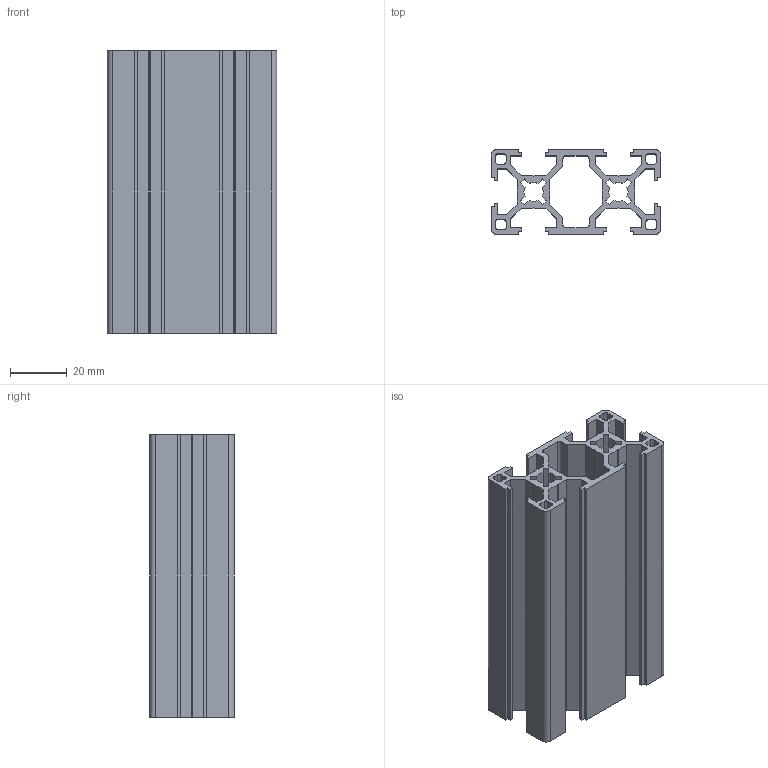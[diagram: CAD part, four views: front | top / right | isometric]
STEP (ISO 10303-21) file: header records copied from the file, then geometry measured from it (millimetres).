
FILE_DESCRIPTION(/* description */ (''),/* implementation_level */ '2;1');
FILE_NAME(/* name */ 'HW312NRC-T-SLOT 3060 - Natural Anodized.step',/* time_stamp */ '2022-10-11T10:08:14+01:00',/* author */ (''),/* organization */ (''),/* preprocessor_version */ 'ST-DEVELOPER v19',/* originating_system */ 'Autodesk Translation Framework v11.7.0.108',/* authorisation */ '');
FILE_SCHEMA (('AUTOMOTIVE_DESIGN { 1 0 10303 214 3 1 1 }'));
Length unit declared in the file: millimetre
Products named in the file (1): HW312NRC
Bounding box: 60 x 30 x 100 mm (x, y, z)
Volume: 55276.7 mm3; surface area: 57919 mm2
Topology: 1 solids, 1 shells, 198 faces, 588 edges, 392 vertices
Faces by surface type: plane 166, cylinder 32
Entity records: 6617 total; most frequent: CARTESIAN_POINT 1179, ORIENTED_EDGE 1176, DIRECTION 1050, EDGE_CURVE 588, LINE 524, VECTOR 524, VERTEX_POINT 392, AXIS2_PLACEMENT_3D 263
